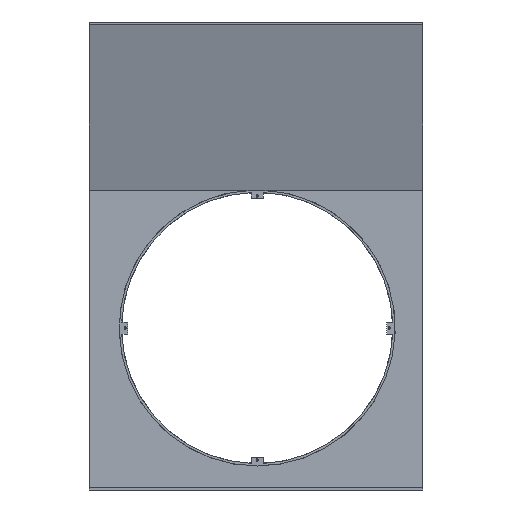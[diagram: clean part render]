
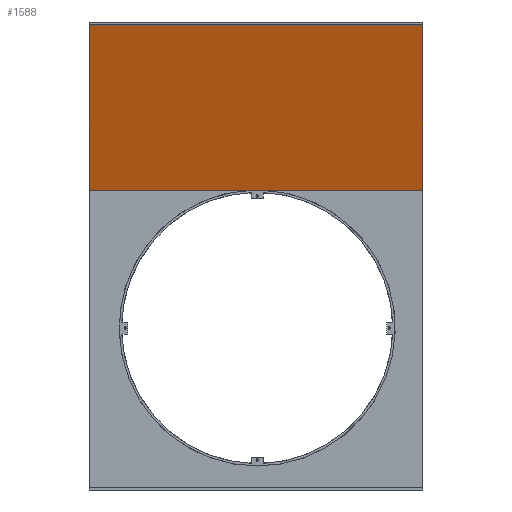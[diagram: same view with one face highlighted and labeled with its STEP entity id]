
A CAD part, left-side view. The second image highlights one B-rep face of the part: STEP entity #1588.
In plain terms, the highlighted planar face has unit normal (-0.948, 0, -0.317).
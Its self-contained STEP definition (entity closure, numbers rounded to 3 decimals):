
#1272=CARTESIAN_POINT('POINT78',(133.096,166.82,
   342.487));
#1273=VERTEX_POINT('VERTEX78',#1272);
#1281=CARTESIAN_POINT('POINT79',(132.958,177.8,
   342.9));
#1282=VERTEX_POINT('VERTEX79',#1281);
#1283=CARTESIAN_POINT('POS150',(181.78,177.8,
   196.85));
#1284=DIRECTION('DIR236',(0.948,0.,
   0.317));
#1285=DIRECTION('DIR237',(-0.317,0.,
   0.948));
#1286=AXIS2_PLACEMENT_3D('AXIS87',#1283,#1284,#1285);
#1287=ELLIPSE('ELLIPSE50',#1286,153.994,146.05);
#1288=EDGE_CURVE('EDGE113',#1282,#1273,#1287,.T.);
#1304=CARTESIAN_POINT('POINT80',(133.096,188.78,
   342.487));
#1305=VERTEX_POINT('VERTEX80',#1304);
#1306=CARTESIAN_POINT('POS153',(181.78,177.8,
   196.85));
#1307=DIRECTION('DIR241',(0.948,0.,
   0.317));
#1308=DIRECTION('DIR242',(-0.317,0.,
   0.948));
#1309=AXIS2_PLACEMENT_3D('AXIS89',#1306,#1307,#1308);
#1310=ELLIPSE('ELLIPSE51',#1309,153.994,146.05);
#1311=EDGE_CURVE('EDGE115',#1305,#1282,#1310,.T.);
#1382=CARTESIAN_POINT('POINT83',(133.096,355.6,
   342.487));
#1383=VERTEX_POINT('VERTEX83',#1382);
#1523=CARTESIAN_POINT('POINT89',(133.096,2.54,
   342.487));
#1524=VERTEX_POINT('VERTEX89',#1523);
#1525=CARTESIAN_POINT('POS176',(133.096,355.6,
   342.487));
#1526=DIRECTION('DIR275',(0.,1.,0.));
#1527=VECTOR('VEC77',#1526,1.);
#1528=LINE('STRAIGHT77',#1525,#1527);
#1529=EDGE_CURVE('EDGE131',#1273,#1524,#1528,.F.);
#1533=CARTESIAN_POINT('POS177',(133.096,355.6,
   342.487));
#1534=DIRECTION('DIR276',(0.,1.,0.));
#1535=VECTOR('VEC78',#1534,1.);
#1536=LINE('STRAIGHT78',#1533,#1535);
#1537=EDGE_CURVE('EDGE132',#1383,#1305,#1536,.F.);
#1555=CARTESIAN_POINT('POINT90',(74.371,355.6,
   518.16));
#1556=VERTEX_POINT('VERTEX90',#1555);
#1557=CARTESIAN_POINT('POINT91',(74.371,
   2.54,518.16));
#1558=VERTEX_POINT('VERTEX91',#1557);
#1559=CARTESIAN_POINT('POS180',(74.371,355.6,
   518.16));
#1560=DIRECTION('DIR280',(0.,1.,0.));
#1561=VECTOR('VEC80',#1560,1.);
#1562=LINE('STRAIGHT80',#1559,#1561);
#1563=EDGE_CURVE('EDGE134',#1556,#1558,#1562,.F.);
#1564=ORIENTED_EDGE('COEDGE254',*,*,#1563,.F.);
#1565=CARTESIAN_POINT('POS181',(88.706,355.6,
   475.277));
#1566=DIRECTION('DIR281',(-0.317,0.,
   0.948));
#1567=VECTOR('VEC81',#1566,1.);
#1568=LINE('STRAIGHT81',#1565,#1567);
#1569=EDGE_CURVE('EDGE135',#1556,#1383,#1568,.F.);
#1570=ORIENTED_EDGE('COEDGE255',*,*,#1569,.T.);
#1571=ORIENTED_EDGE('COEDGE256',*,*,#1537,.T.);
#1572=ORIENTED_EDGE('COEDGE257',*,*,#1311,.T.);
#1573=ORIENTED_EDGE('COEDGE258',*,*,#1288,.T.);
#1574=ORIENTED_EDGE('COEDGE259',*,*,#1529,.T.);
#1575=CARTESIAN_POINT('POS182',(150.798,
   2.54,289.532));
#1576=DIRECTION('DIR282',(-0.317,0.,
   0.948));
#1577=VECTOR('VEC82',#1576,1.);
#1578=LINE('STRAIGHT82',#1575,#1577);
#1579=EDGE_CURVE('EDGE136',#1558,#1524,#1578,.F.);
#1580=ORIENTED_EDGE('COEDGE260',*,*,#1579,.F.);
#1581=EDGE_LOOP('NONE',(#1564,#1570,#1571,#1572,#1573,#1574,#1580));
#1582=FACE_BOUND('LOOP1',#1581,.T.);
#1583=CARTESIAN_POINT('POS183',(73.791,355.6,
   519.895));
#1584=DIRECTION('DIR283',(0.948,0.,
   0.317));
#1585=DIRECTION('DIR284',(0.317,0.,
   -0.948));
#1586=AXIS2_PLACEMENT_3D('AXIS101',#1583,#1584,#1585);
#1587=PLANE('PLANE25',#1586);
#1588=ADVANCED_FACE('FACE47',(#1582),#1587,.F.);
